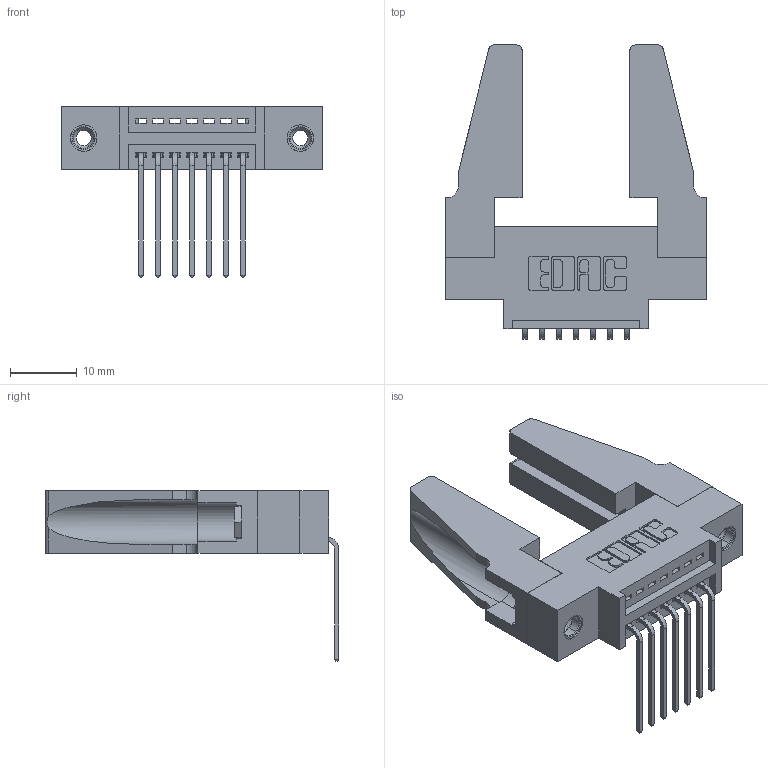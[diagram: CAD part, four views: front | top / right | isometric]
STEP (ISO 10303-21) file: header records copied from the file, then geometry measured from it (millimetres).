
FILE_DESCRIPTION (( 'STEP AP203' ), '1' );
FILE_NAME ('345-007-559-688.STEP', '2019-10-03T18:04:21', ( '' ), ( '' ), 'SwSTEP 2.0', 'SolidWorks 2016', '' );
FILE_SCHEMA (( 'CONFIG_CONTROL_DESIGN' ));
Length unit declared in the file: inch
Products named in the file (5): 345-220-078_345-220-088; 345 Part_0.170 Offset - 0.156 Dia-TH; 345-292-001_558 559 Tail - 1; 345-007-559-688; 345-250-001_345-250-001-102
Assembly tree (12 placements, depth 2):
  345-007-559-688
    345 Part_0.170 Offset - 0.156 Dia-TH
    345-292-001_558 559 Tail - 1  x7
    345-250-001_345-250-001-102  x2
    345-220-078_345-220-088  x2
Bounding box: 39.01 x 43.93 x 25.53 mm (x, y, z)
Volume: 6581.4 mm3; surface area: 7340.9 mm2
Topology: 12 solids, 12 shells, 674 faces, 1941 edges, 1274 vertices
Faces by surface type: plane 450, cylinder 208, cone 12, torus 4
Entity records: 12344 total; most frequent: CARTESIAN_POINT 2131, ORIENTED_EDGE 2032, DIRECTION 1918, EDGE_CURVE 1016, LINE 814, VECTOR 814, VERTEX_POINT 670, AXIS2_PLACEMENT_3D 552
